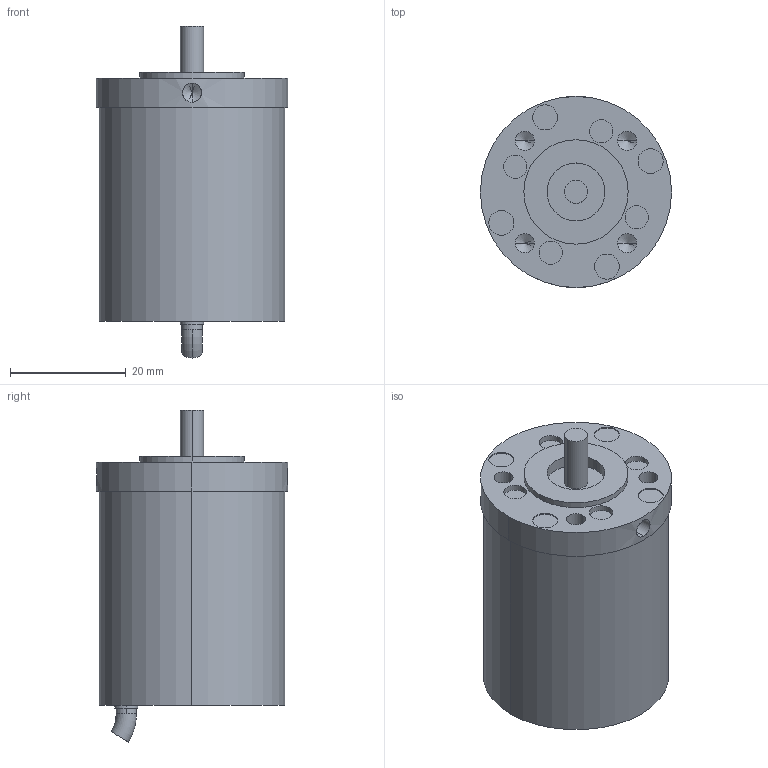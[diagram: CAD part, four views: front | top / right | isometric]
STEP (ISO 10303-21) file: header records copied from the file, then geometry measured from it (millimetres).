
FILE_DESCRIPTION (( 'STEP AP203' ), '1' );
FILE_NAME ('05003739.01.STEP', '2008-10-23T12:15:49', ( ' ' ), ( ' ' ), 'SwSTEP 2.0', 'SolidWorks 2008', '' );
FILE_SCHEMA (( 'CONFIG_CONTROL_DESIGN' ));
Length unit declared in the file: millimetre
Products named in the file (1): 05003739.01
Bounding box: 33 x 33 x 57.3 mm (x, y, z)
Volume: 33680.7 mm3; surface area: 6848.8 mm2
Topology: 1 solids, 1 shells, 96 faces, 204 edges, 126 vertices
Faces by surface type: cylinder 58, plane 24, cone 12, torus 2
Entity records: 2723 total; most frequent: CARTESIAN_POINT 523, DIRECTION 500, ORIENTED_EDGE 384, AXIS2_PLACEMENT_3D 215, EDGE_CURVE 192, VERTEX_POINT 126, EDGE_LOOP 124, CIRCLE 118
